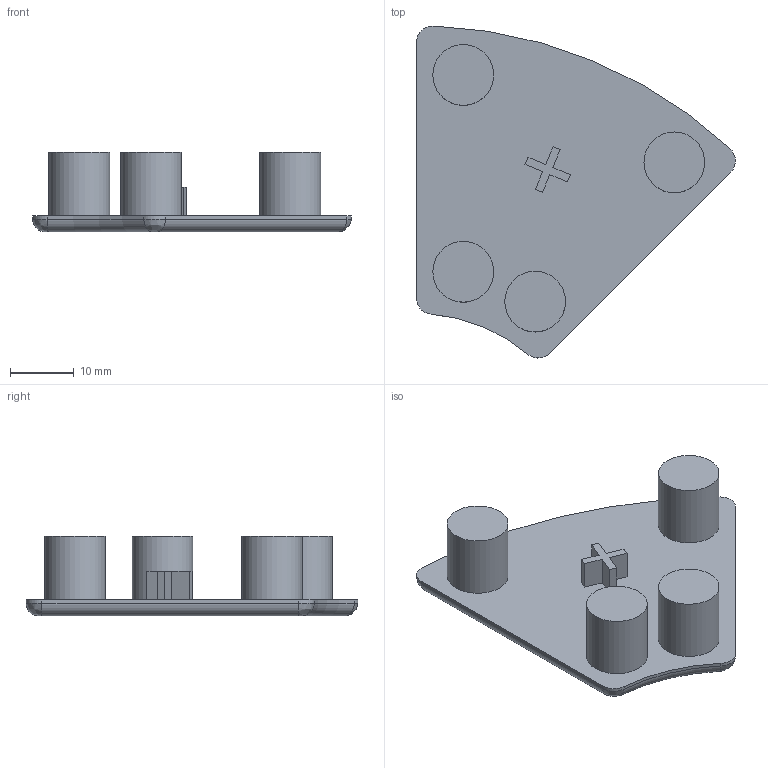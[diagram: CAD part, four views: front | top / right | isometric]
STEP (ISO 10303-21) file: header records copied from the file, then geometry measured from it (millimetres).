
FILE_DESCRIPTION(('STEP AP203'),'1');
FILE_NAME('BASE08N1062.stp','2023-10-23T09:42:32',(' '),(' '),'Spatial InterOp 3D',' ',' ');
FILE_SCHEMA(('CONFIG_CONTROL_DESIGN'));
Length unit declared in the file: millimetre
Products named in the file (1): Embout 8 R45/90-45° noir
Bounding box: 49.84 x 51.9 x 12.5 mm (x, y, z)
Volume: 7129.3 mm3; surface area: 5078.7 mm2
Topology: 1 solids, 1 shells, 39 faces, 88 edges, 56 vertices
Faces by surface type: plane 21, cylinder 12, bspline 4, torus 2
Full cylindrical faces by diameter (mm): 9.5 x4
Entity records: 1292 total; most frequent: CARTESIAN_POINT 240, DIRECTION 190, ORIENTED_EDGE 168, EDGE_CURVE 84, AXIS2_PLACEMENT_3D 70, VERTEX_POINT 56, LINE 50, VECTOR 50
